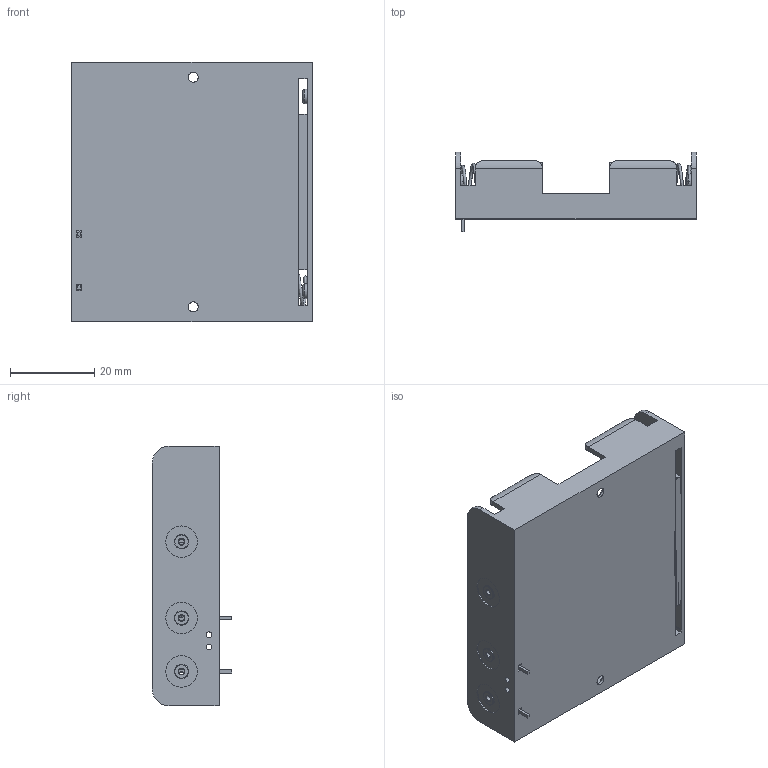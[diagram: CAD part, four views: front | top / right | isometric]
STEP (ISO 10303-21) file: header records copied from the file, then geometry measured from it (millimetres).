
FILE_DESCRIPTION (( 'STEP AP214' ), '1' );
FILE_NAME ('BH4AA-PC.STEP', '2020-01-10T08:49:28', ( '' ), ( '' ), 'SwSTEP 2.0', 'SolidWorks 2017', '' );
FILE_SCHEMA (( 'AUTOMOTIVE_DESIGN' ));
Length unit declared in the file: millimetre
Products named in the file (1): BH4AA-PC
Bounding box: 57.15 x 18.88 x 61.72 mm (x, y, z)
Volume: 10065.6 mm3; surface area: 16544.3 mm2
Topology: 14 solids, 14 shells, 562 faces, 1344 edges, 868 vertices
Faces by surface type: plane 330, cylinder 160, torus 56, bspline 16
Entity records: 26103 total; most frequent: CARTESIAN_POINT 12575, DIRECTION 2790, ORIENTED_EDGE 2688, EDGE_CURVE 1344, AXIS2_PLACEMENT_3D 955, VECTOR 880, LINE 880, VERTEX_POINT 868
